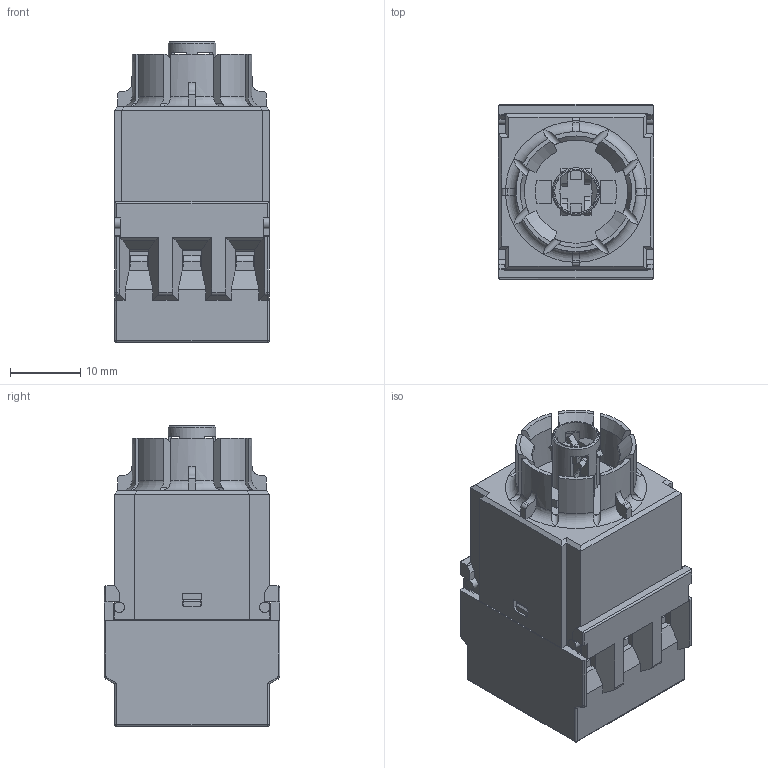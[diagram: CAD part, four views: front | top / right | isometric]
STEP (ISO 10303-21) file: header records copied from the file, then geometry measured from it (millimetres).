
FILE_DESCRIPTION(/* description */ (''),/* implementation_level */ '2;1');
FILE_NAME(/* name */ 'BZLIIK_ipt.stp',/* time_stamp */ '2015-12-09T13:23:32+01:00',/* author */ ('thagel'),/* organization */ (''),/* preprocessor_version */ 'ST-DEVELOPER v15.2',/* originating_system */ 'Autodesk Inventor 2014',/* authorisation */ '');
FILE_SCHEMA (('AUTOMOTIVE_DESIGN { 1 0 10303 214 3 1 1 }'));
Products named in the file (1): 3D-Zeichnungen vereinfacht für Kunden
Bounding box: 22.2 x 25 x 42.8 mm (x, y, z)
Volume: 14681.4 mm3; surface area: 10987.1 mm2
Topology: 1 solids, 4 shells, 1250 faces, 3583 edges, 2306 vertices
Faces by surface type: plane 869, cylinder 283, cone 36, bspline 28, torus 26, sphere 8
Full cylindrical faces by diameter (mm): 1.5 x4, 1.7 x6, 2.3 x6, 4 x6, 6.05 x1, 6.8 x1
Entity records: 48524 total; most frequent: CARTESIAN_POINT 17002, ORIENTED_EDGE 6978, DIRECTION 5941, EDGE_CURVE 3489, LINE 2403, VECTOR 2403, VERTEX_POINT 2272, AXIS2_PLACEMENT_3D 1769
